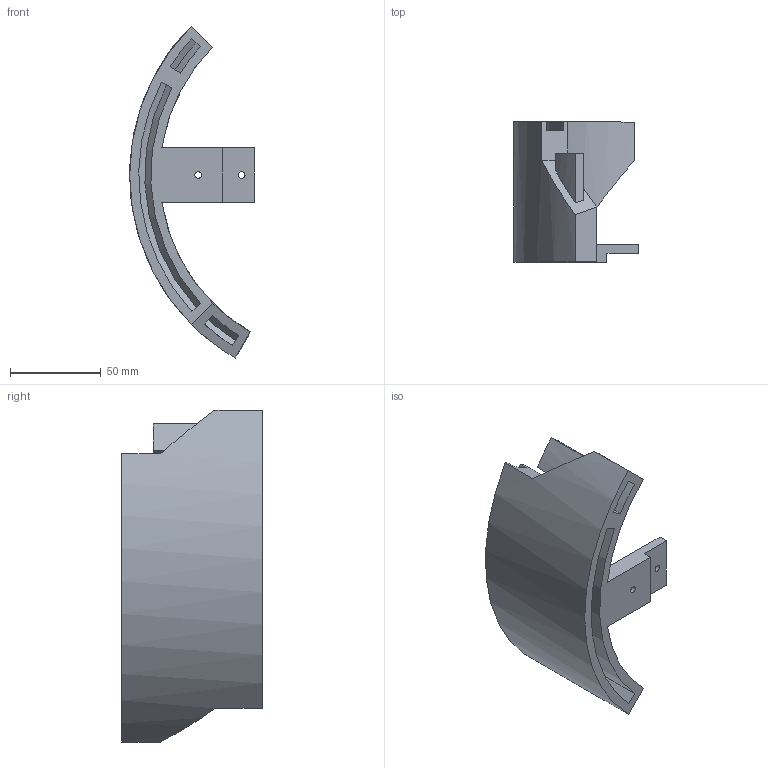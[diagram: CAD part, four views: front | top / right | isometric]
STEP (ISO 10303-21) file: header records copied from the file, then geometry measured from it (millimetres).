
FILE_DESCRIPTION(/* description */ (''),/* implementation_level */ '2;1');
FILE_NAME(/* name */ 'Tornamesa Escaner - Cuarto de riel.step',/* time_stamp */ '2026-01-28T14:53:28-03:00',/* author */ (''),/* organization */ (''),/* preprocessor_version */ 'ST-DEVELOPER v20.1',/* originating_system */ 'Autodesk Translation Framework v14.24.0.0',/* authorisation */ '');
FILE_SCHEMA (('AUTOMOTIVE_DESIGN { 1 0 10303 214 3 1 1 }'));
Length unit declared in the file: millimetre
Products named in the file (2): 2026-01-16-09-01-46-787; Componente28
Assembly tree (1 placements, depth 2):
  2026-01-16-09-01-46-787
    Componente28
Bounding box: 68.8 x 77.5 x 183.21 mm (x, y, z)
Volume: 162728.7 mm3; surface area: 61349.7 mm2
Topology: 1 solids, 1 shells, 49 faces, 127 edges, 84 vertices
Faces by surface type: plane 27, cylinder 14, cone 8
Full cylindrical faces by diameter (mm): 3.7 x2
Entity records: 1574 total; most frequent: DIRECTION 272, CARTESIAN_POINT 263, ORIENTED_EDGE 254, EDGE_CURVE 127, AXIS2_PLACEMENT_3D 93, LINE 86, VECTOR 86, VERTEX_POINT 84
